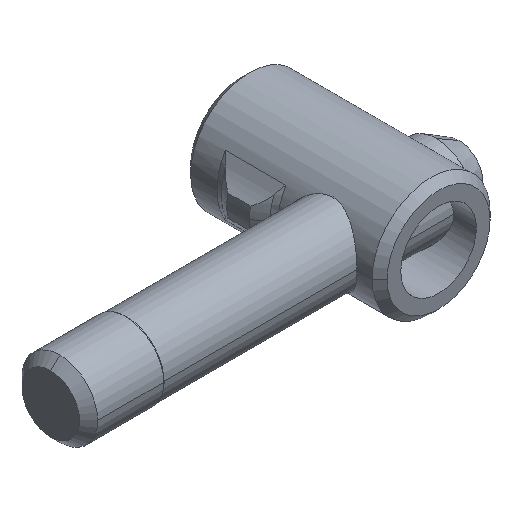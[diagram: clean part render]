
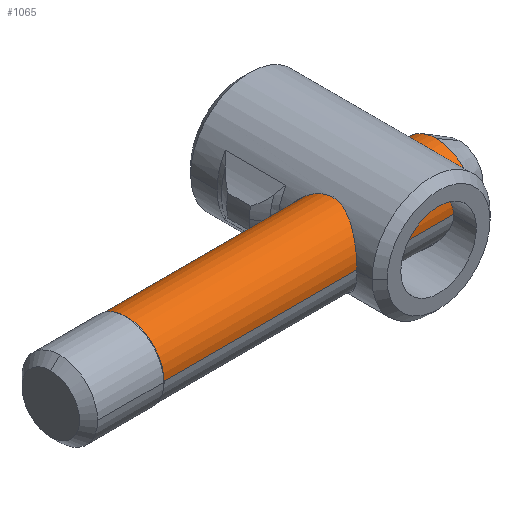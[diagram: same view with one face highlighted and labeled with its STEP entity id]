
A CAD part, isometric view. The second image highlights one B-rep face of the part: STEP entity #1065.
In plain terms, the highlighted cylindrical face has radius 2.45 mm (diameter 4.9 mm), a partial arc.
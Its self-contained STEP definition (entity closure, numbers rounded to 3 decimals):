
#5 = ORIENTED_EDGE ( 'NONE', *, *, #743, .T. ) ;
#38 = AXIS2_PLACEMENT_3D ( 'NONE', #2464, #1482, #2244 ) ;
#76 = CIRCLE ( 'NONE', #1467, 2.45 ) ;
#94 = EDGE_CURVE ( 'NONE', #778, #1311, #1758, .T. ) ;
#118 = CIRCLE ( 'NONE', #1269, 2.45 ) ;
#139 = EDGE_CURVE ( 'NONE', #543, #2402, #76, .T. ) ;
#140 = CARTESIAN_POINT ( 'NONE',  ( 1.81, 2.153, 1.173 ) ) ;
#235 = VECTOR ( 'NONE', #2142, 1000. ) ;
#363 = CARTESIAN_POINT ( 'NONE',  ( -16.65, -2.45, 0. ) ) ;
#385 = CARTESIAN_POINT ( 'NONE',  ( 3.85, 0., 0. ) ) ;
#450 = CARTESIAN_POINT ( 'NONE',  ( -16.65, 2.45, 0. ) ) ;
#460 = CARTESIAN_POINT ( 'NONE',  ( 0.287, 1.733, 1.732 ) ) ;
#473 = CARTESIAN_POINT ( 'NONE',  ( -1.1, 1.891, 1.561 ) ) ;
#497 = CARTESIAN_POINT ( 'NONE',  ( 1.349, 1.976, 1.45 ) ) ;
#519 = LINE ( 'NONE', #1481, #2064 ) ;
#531 = CARTESIAN_POINT ( 'NONE',  ( -2.424, 2.437, 0.285 ) ) ;
#543 = VERTEX_POINT ( 'NONE', #1410 ) ;
#650 = VERTEX_POINT ( 'NONE', #1643 ) ;
#690 = CARTESIAN_POINT ( 'NONE',  ( 2.104, 2.283, 0.896 ) ) ;
#710 = ORIENTED_EDGE ( 'NONE', *, *, #2400, .T. ) ;
#732 = DIRECTION ( 'NONE',  ( 1., 0., 0. ) ) ;
#743 = EDGE_CURVE ( 'NONE', #1311, #543, #118, .T. ) ;
#744 = FACE_OUTER_BOUND ( 'NONE', #1198, .T. ) ;
#778 = VERTEX_POINT ( 'NONE', #363 ) ;
#816 = DIRECTION ( 'NONE',  ( 0., 1., 0. ) ) ;
#897 = CARTESIAN_POINT ( 'NONE',  ( 0.967, 1.86, 1.595 ) ) ;
#905 = VERTEX_POINT ( 'NONE', #450 ) ;
#921 = CARTESIAN_POINT ( 'NONE',  ( -2.264, 2.359, 0.674 ) ) ;
#944 = CARTESIAN_POINT ( 'NONE',  ( -1.351, 1.974, 1.461 ) ) ;
#964 = VERTEX_POINT ( 'NONE', #1434 ) ;
#996 = CARTESIAN_POINT ( 'NONE',  ( -16.65, -2.45, 0. ) ) ;
#1026 = EDGE_CURVE ( 'NONE', #964, #650, #2408, .T. ) ;
#1065 = ADVANCED_FACE ( 'NONE', ( #744 ), #1517, .T. ) ;
#1088 = CARTESIAN_POINT ( 'NONE',  ( 2.45, 2.45, 0. ) ) ;
#1096 = DIRECTION ( 'NONE',  ( 1., 0., 0. ) ) ;
#1105 = CARTESIAN_POINT ( 'NONE',  ( -2.45, 2.45, 0.144 ) ) ;
#1112 = ORIENTED_EDGE ( 'NONE', *, *, #2074, .F. ) ;
#1198 = EDGE_LOOP ( 'NONE', ( #710, #2103, #5, #2444, #1112, #1525, #1315 ) ) ;
#1256 = CARTESIAN_POINT ( 'NONE',  ( 1.099, 1.897, 1.552 ) ) ;
#1269 = AXIS2_PLACEMENT_3D ( 'NONE', #385, #1520, #1681 ) ;
#1292 = CARTESIAN_POINT ( 'NONE',  ( -1.809, 2.153, 1.174 ) ) ;
#1311 = VERTEX_POINT ( 'NONE', #1503 ) ;
#1315 = ORIENTED_EDGE ( 'NONE', *, *, #1336, .F. ) ;
#1326 = CARTESIAN_POINT ( 'NONE',  ( -16.65, 2.45, 0. ) ) ;
#1336 = EDGE_CURVE ( 'NONE', #905, #650, #2423, .T. ) ;
#1407 = CARTESIAN_POINT ( 'NONE',  ( 2.346, 2.397, 0.56 ) ) ;
#1410 = CARTESIAN_POINT ( 'NONE',  ( 3.85, 0., 2.45 ) ) ;
#1420 = CARTESIAN_POINT ( 'NONE',  ( -0.283, 1.732, 1.733 ) ) ;
#1434 = CARTESIAN_POINT ( 'NONE',  ( 2.45, 2.45, 0. ) ) ;
#1445 = CARTESIAN_POINT ( 'NONE',  ( 2.012, 2.241, 0.995 ) ) ;
#1467 = AXIS2_PLACEMENT_3D ( 'NONE', #2126, #1588, #816 ) ;
#1481 = CARTESIAN_POINT ( 'NONE',  ( -16.65, 2.45, 0. ) ) ;
#1482 = DIRECTION ( 'NONE',  ( 1., 0., 0. ) ) ;
#1503 = CARTESIAN_POINT ( 'NONE',  ( 3.85, -2.45, 0. ) ) ;
#1517 = CYLINDRICAL_SURFACE ( 'NONE', #38, 2.45 ) ;
#1520 = DIRECTION ( 'NONE',  ( -1., 0., 0. ) ) ;
#1525 = ORIENTED_EDGE ( 'NONE', *, *, #1026, .T. ) ;
#1550 = VECTOR ( 'NONE', #732, 1000. ) ;
#1555 = CARTESIAN_POINT ( 'NONE',  ( -16.65, 0., 0. ) ) ;
#1588 = DIRECTION ( 'NONE',  ( -1., 0., 0. ) ) ;
#1643 = CARTESIAN_POINT ( 'NONE',  ( -2.45, 2.45, 0. ) ) ;
#1650 = CARTESIAN_POINT ( 'NONE',  ( 0.565, 1.769, 1.698 ) ) ;
#1681 = DIRECTION ( 'NONE',  ( 0., 1., 0. ) ) ;
#1689 = CARTESIAN_POINT ( 'NONE',  ( -2.45, 2.45, 0. ) ) ;
#1758 = LINE ( 'NONE', #996, #235 ) ;
#1760 = DIRECTION ( 'NONE',  ( 0., 1., 0. ) ) ;
#1784 = CARTESIAN_POINT ( 'NONE',  ( 3.85, 2.45, 0. ) ) ;
#1837 = CARTESIAN_POINT ( 'NONE',  ( 1.7, 2.107, 1.252 ) ) ;
#1848 = CARTESIAN_POINT ( 'NONE',  ( -1.7, 2.107, 1.252 ) ) ;
#2064 = VECTOR ( 'NONE', #1096, 1000. ) ;
#2071 = CARTESIAN_POINT ( 'NONE',  ( -2.331, 2.391, 0.55 ) ) ;
#2074 = EDGE_CURVE ( 'NONE', #964, #2402, #519, .T. ) ;
#2103 = ORIENTED_EDGE ( 'NONE', *, *, #94, .T. ) ;
#2126 = CARTESIAN_POINT ( 'NONE',  ( 3.85, 0., 0. ) ) ;
#2142 = DIRECTION ( 'NONE',  ( 1., 0., 0. ) ) ;
#2149 = CIRCLE ( 'NONE', #2346, 2.45 ) ;
#2170 = CARTESIAN_POINT ( 'NONE',  ( -0.561, 1.768, 1.699 ) ) ;
#2196 = CARTESIAN_POINT ( 'NONE',  ( 1.47, 2.019, 1.39 ) ) ;
#2244 = DIRECTION ( 'NONE',  ( 0., 1., 0. ) ) ;
#2270 = CARTESIAN_POINT ( 'NONE',  ( -2.011, 2.24, 0.996 ) ) ;
#2307 = DIRECTION ( 'NONE',  ( 1., 0., 0. ) ) ;
#2346 = AXIS2_PLACEMENT_3D ( 'NONE', #1555, #2307, #1760 ) ;
#2387 = CARTESIAN_POINT ( 'NONE',  ( 2.45, 2.45, 0.288 ) ) ;
#2400 = EDGE_CURVE ( 'NONE', #905, #778, #2149, .T. ) ;
#2402 = VERTEX_POINT ( 'NONE', #1784 ) ;
#2408 = B_SPLINE_CURVE_WITH_KNOTS ( 'NONE', 3,
 ( #1088, #2387, #1407, #690, #1445, #140, #1837, #2196, #497, #1256, #897, #1650, #460, #1420, #2170, #473, #944, #1848, #1292, #2270, #2427, #921, #2071, #531, #1105, #1689 ),
 .UNSPECIFIED., .F., .F.,
 ( 4, 2, 2, 2, 2, 2, 2, 2, 2, 2, 2, 2, 4 ),
 ( 0.007, 0.008, 0.008, 0.008, 0.009, 0.009, 0.01, 0.011, 0.012, 0.012, 0.013, 0.013, 0.014 ),
 .UNSPECIFIED. ) ;
#2423 = LINE ( 'NONE', #1326, #1550 ) ;
#2427 = CARTESIAN_POINT ( 'NONE',  ( -2.104, 2.283, 0.896 ) ) ;
#2444 = ORIENTED_EDGE ( 'NONE', *, *, #139, .T. ) ;
#2464 = CARTESIAN_POINT ( 'NONE',  ( -16.65, 0., 0. ) ) ;
